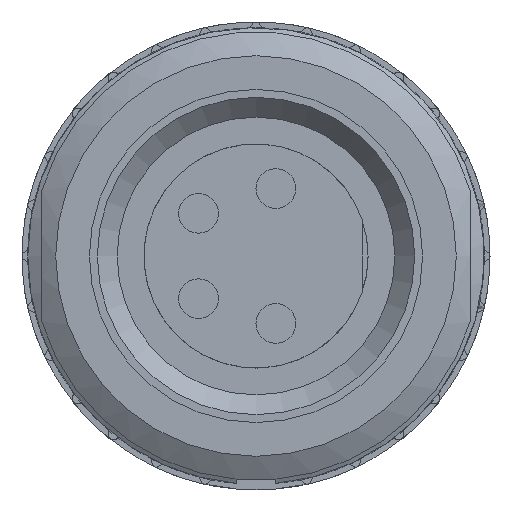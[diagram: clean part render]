
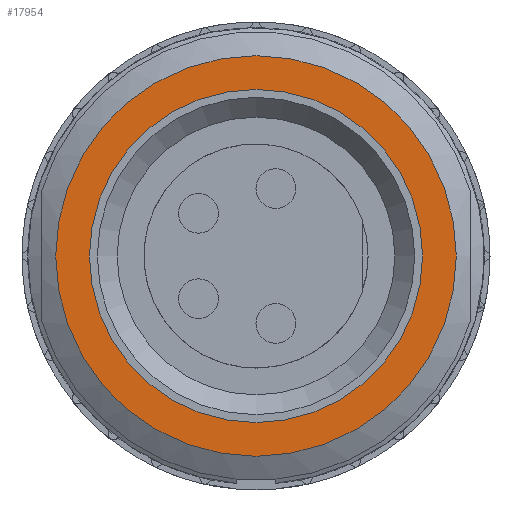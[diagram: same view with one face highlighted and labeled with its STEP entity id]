
A CAD part, front view. The second image highlights one B-rep face of the part: STEP entity #17954.
In plain terms, the highlighted planar face has unit normal (0, -1, 0).
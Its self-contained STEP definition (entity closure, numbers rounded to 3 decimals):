
#17916=CARTESIAN_POINT('',(5.05,-41.35,0.));
#17917=VERTEX_POINT('',#17916);
#17918=CARTESIAN_POINT('',(0.,-41.35,0.));
#17919=DIRECTION('',(0.,-1.,0.));
#17920=DIRECTION('',(0.829,0.,-0.559));
#17921=AXIS2_PLACEMENT_3D('',#17918,#17919,#17920);
#17922=CIRCLE('',#17921,5.05);
#17923=EDGE_CURVE('',#17917,#17917,#17922,.T.);
#17935=CARTESIAN_POINT('',(-5.555,-41.35,0.));
#17936=DIRECTION('',(0.,-1.,0.));
#17937=DIRECTION('',(0.0,0.,-1.));
#17938=AXIS2_PLACEMENT_3D('',#17935,#17936,#17937);
#17939=PLANE('',#17938);
#17940=ORIENTED_EDGE('',*,*,#17923,.T.);
#17941=EDGE_LOOP('',(#17940));
#17942=FACE_OUTER_BOUND('',#17941,.T.);
#17943=CARTESIAN_POINT('',(4.2,-41.35,0.));
#17944=VERTEX_POINT('',#17943);
#17945=CARTESIAN_POINT('',(0.,-41.35,0.));
#17946=DIRECTION('',(0.,1.,0.));
#17947=DIRECTION('',(0.829,0.,0.559));
#17948=AXIS2_PLACEMENT_3D('',#17945,#17946,#17947);
#17949=CIRCLE('',#17948,4.2);
#17950=EDGE_CURVE('',#17944,#17944,#17949,.T.);
#17951=ORIENTED_EDGE('',*,*,#17950,.T.);
#17952=EDGE_LOOP('',(#17951));
#17953=FACE_BOUND('',#17952,.T.);
#17954=ADVANCED_FACE('',(#17942,#17953),#17939,.T.);
